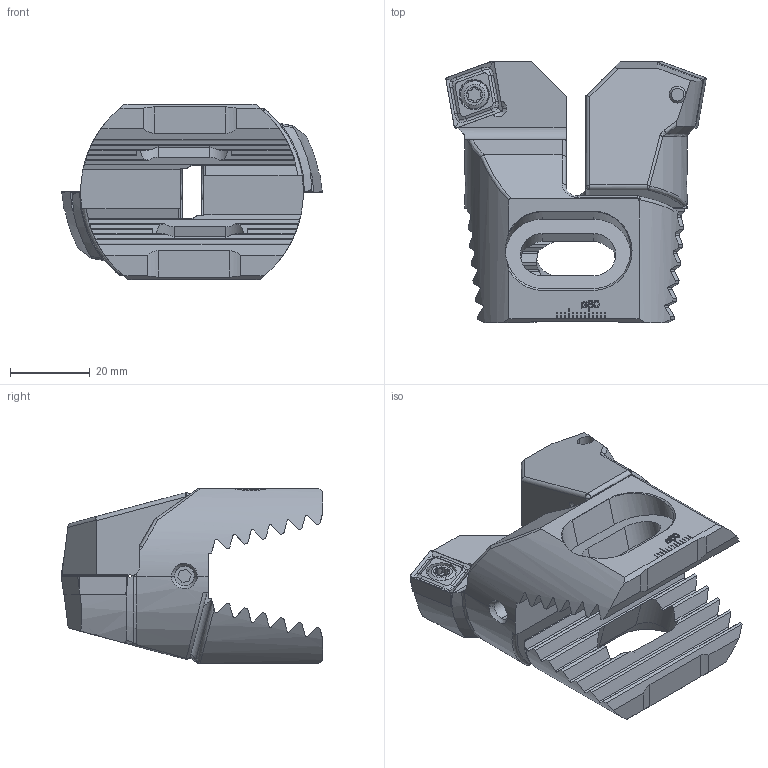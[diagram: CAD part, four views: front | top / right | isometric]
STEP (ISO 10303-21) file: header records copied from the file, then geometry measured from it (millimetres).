
FILE_DESCRIPTION (( 'STEP AP203' ), '1' );
FILE_NAME ('D24.050.067.012.STEP', '2018-03-05T13:04:29', ( 'SWIAdmin' ), ( 'Hewlett-Packard Company' ), 'SwSTEP 2.0', 'SolidWorks 2017', '' );
FILE_SCHEMA (( 'CONFIG_CONTROL_DESIGN' ));
Length unit declared in the file: millimetre
Products named in the file (5): Z55-xxx.001.037_C_CC 12 70ø; WCC-ER2.001.010_A; CCMT120404; Z55-ER3.001.020; D24.050.067.012
Assembly tree (8 placements, depth 2):
  D24.050.067.012
    Z55-xxx.001.037_C_CC 12 70ø  x2
    WCC-ER2.001.010_A  x2
    CCMT120404  x2
    Z55-ER3.001.020  x2
Bounding box: 65.5 x 65.8 x 44.2 mm (x, y, z)
Volume: 61870.1 mm3; surface area: 22752.9 mm2
Topology: 8 solids, 8 shells, 692 faces, 1818 edges, 1134 vertices
Faces by surface type: plane 336, cylinder 132, bspline 122, cone 68, torus 22, sphere 12
Entity records: 13941 total; most frequent: CARTESIAN_POINT 5576, ORIENTED_EDGE 1790, DIRECTION 1366, EDGE_CURVE 895, VERTEX_POINT 566, LINE 480, VECTOR 480, AXIS2_PLACEMENT_3D 443
